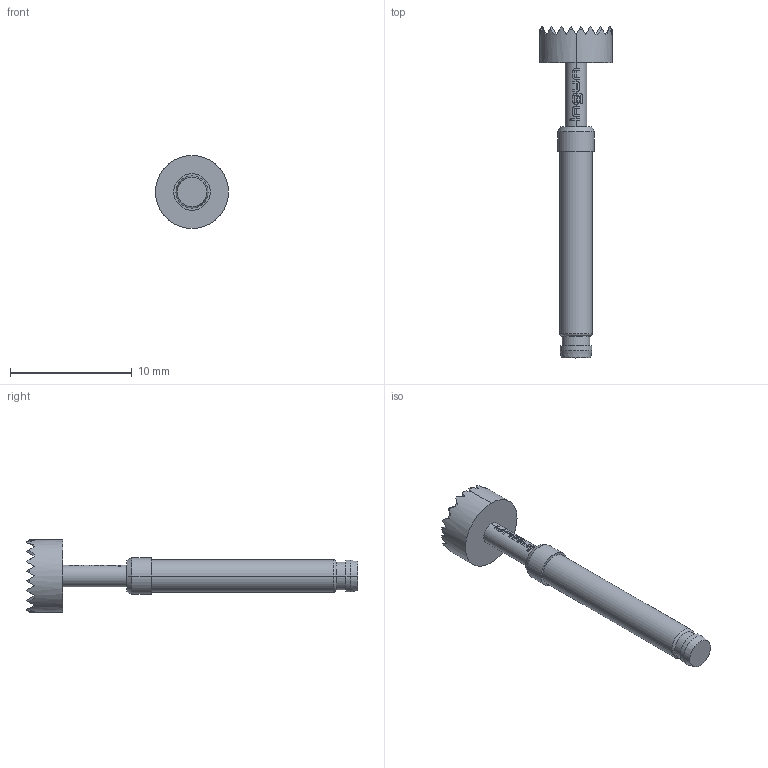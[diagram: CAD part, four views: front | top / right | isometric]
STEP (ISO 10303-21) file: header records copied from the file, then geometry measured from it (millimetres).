
FILE_DESCRIPTION (( 'STEP AP203' ), '1' );
FILE_NAME ('INGUN_GKS-113_306_600_R_xx02.STEP', '2022-09-21T10:13:50', ( 'ochi' ), ( '' ), 'SwSTEP 2.0', 'SolidWorks 2021', '' );
FILE_SCHEMA (( 'CONFIG_CONTROL_DESIGN' ));
Length unit declared in the file: millimetre
Products named in the file (1): INGUN_GKS-113_306_600_R_xx02
Bounding box: 6 x 27.3 x 6 mm (x, y, z)
Volume: 191.4 mm3; surface area: 331.4 mm2
Topology: 1 solids, 1 shells, 320 faces, 660 edges, 347 vertices
Faces by surface type: plane 261, cylinder 31, bspline 22, cone 4, torus 2
Entity records: 8355 total; most frequent: CARTESIAN_POINT 2064, ORIENTED_EDGE 1320, DIRECTION 1204, EDGE_CURVE 660, AXIS2_PLACEMENT_3D 403, LINE 398, VECTOR 398, VERTEX_POINT 347
